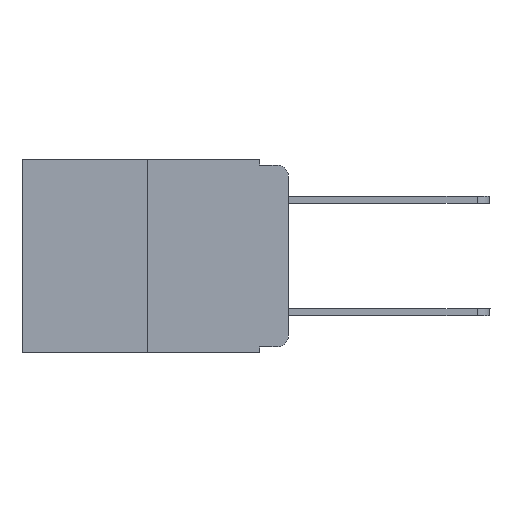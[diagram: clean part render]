
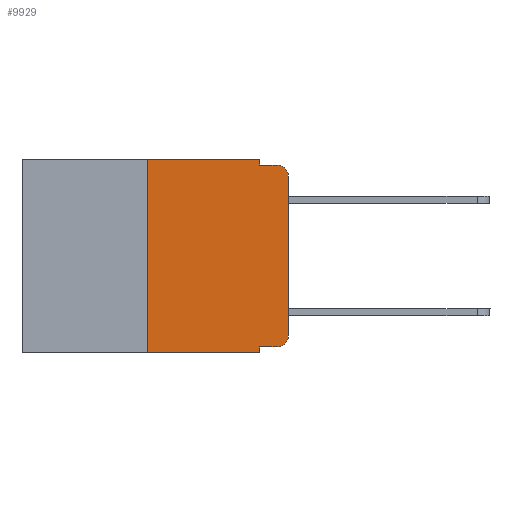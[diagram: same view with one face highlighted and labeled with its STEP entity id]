
A CAD part, left-side view. The second image highlights one B-rep face of the part: STEP entity #9929.
In plain terms, the highlighted planar face has unit normal (-1, 0, 0).
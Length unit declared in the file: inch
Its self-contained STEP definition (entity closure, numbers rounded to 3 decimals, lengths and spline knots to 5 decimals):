
#149 = CARTESIAN_POINT ( 'NONE',  ( 0., 0.051, 0. ) ) ;
#362 = LINE ( 'NONE', #11174, #14442 ) ;
#749 = CARTESIAN_POINT ( 'NONE',  ( 0., 0.051, -0.01 ) ) ;
#927 = VECTOR ( 'NONE', #16027, 39.37008 ) ;
#1103 = VERTEX_POINT ( 'NONE', #4661 ) ;
#1365 = PLANE ( 'NONE',  #11057 ) ;
#1736 = EDGE_CURVE ( 'NONE', #13835, #9614, #4579, .T. ) ;
#2056 = DIRECTION ( 'NONE',  ( 0., 0., 1. ) ) ;
#2064 = CARTESIAN_POINT ( 'NONE',  ( 0., 0., -0.03 ) ) ;
#2214 = CARTESIAN_POINT ( 'NONE',  ( 0., 0.25, 0. ) ) ;
#2389 = AXIS2_PLACEMENT_3D ( 'NONE', #7441, #16456, #13940 ) ;
#2472 = VECTOR ( 'NONE', #14950, 39.37008 ) ;
#2542 = EDGE_CURVE ( 'NONE', #13037, #15724, #5559, .T. ) ;
#2988 = DIRECTION ( 'NONE',  ( -1., 0., 0. ) ) ;
#3615 = DIRECTION ( 'NONE',  ( 0., 0., 1. ) ) ;
#4331 = LINE ( 'NONE', #5788, #927 ) ;
#4335 = ORIENTED_EDGE ( 'NONE', *, *, #1736, .T. ) ;
#4498 = DIRECTION ( 'NONE',  ( 0., -1., 0. ) ) ;
#4579 = CIRCLE ( 'NONE', #2389, 0.02 ) ;
#4661 = CARTESIAN_POINT ( 'NONE',  ( 0., 0.051, -0.343 ) ) ;
#5150 = VECTOR ( 'NONE', #4498, 39.37008 ) ;
#5205 = EDGE_CURVE ( 'NONE', #15724, #5534, #362, .T. ) ;
#5219 = ORIENTED_EDGE ( 'NONE', *, *, #5905, .T. ) ;
#5534 = VERTEX_POINT ( 'NONE', #149 ) ;
#5559 = LINE ( 'NONE', #2214, #16006 ) ;
#5715 = CARTESIAN_POINT ( 'NONE',  ( 0., 0., 0. ) ) ;
#5788 = CARTESIAN_POINT ( 'NONE',  ( 0., 0.051, -0.333 ) ) ;
#5901 = ORIENTED_EDGE ( 'NONE', *, *, #6182, .F. ) ;
#5905 = EDGE_CURVE ( 'NONE', #11743, #13835, #4331, .T. ) ;
#6062 = DIRECTION ( 'NONE',  ( 0., -1., 0. ) ) ;
#6182 = EDGE_CURVE ( 'NONE', #15921, #13820, #15413, .T. ) ;
#6261 = ORIENTED_EDGE ( 'NONE', *, *, #5205, .F. ) ;
#6334 = CARTESIAN_POINT ( 'NONE',  ( 0., 0.051, -0.01 ) ) ;
#7099 = CARTESIAN_POINT ( 'NONE',  ( 0., 0.473, -0.343 ) ) ;
#7105 = EDGE_CURVE ( 'NONE', #9614, #15811, #15593, .T. ) ;
#7261 = LINE ( 'NONE', #7099, #2472 ) ;
#7441 = CARTESIAN_POINT ( 'NONE',  ( 0., 0.02, -0.313 ) ) ;
#7628 = FACE_OUTER_BOUND ( 'NONE', #16081, .T. ) ;
#7695 = CARTESIAN_POINT ( 'NONE',  ( 0., 0.051, 0. ) ) ;
#7967 = DIRECTION ( 'NONE',  ( 1., 0., 0. ) ) ;
#8459 = EDGE_CURVE ( 'NONE', #13037, #1103, #7261, .T. ) ;
#9041 = CARTESIAN_POINT ( 'NONE',  ( 0., 0.473, 0. ) ) ;
#9170 = ORIENTED_EDGE ( 'NONE', *, *, #8459, .T. ) ;
#9209 = CARTESIAN_POINT ( 'NONE',  ( 0., 0.25, 0. ) ) ;
#9299 = CARTESIAN_POINT ( 'NONE',  ( 0., 0.02, -0.03 ) ) ;
#9614 = VERTEX_POINT ( 'NONE', #12303 ) ;
#9725 = ORIENTED_EDGE ( 'NONE', *, *, #9829, .F. ) ;
#9829 = EDGE_CURVE ( 'NONE', #5534, #15921, #10462, .T. ) ;
#9929 = ADVANCED_FACE ( 'NONE', ( #7628 ), #1365, .F. ) ;
#10089 = CARTESIAN_POINT ( 'NONE',  ( 0., 0.02, -0.01 ) ) ;
#10159 = EDGE_CURVE ( 'NONE', #11743, #1103, #12882, .T. ) ;
#10264 = ORIENTED_EDGE ( 'NONE', *, *, #10159, .F. ) ;
#10462 = LINE ( 'NONE', #7695, #11258 ) ;
#10742 = CARTESIAN_POINT ( 'NONE',  ( 0., 0.051, -0.333 ) ) ;
#11057 = AXIS2_PLACEMENT_3D ( 'NONE', #9041, #7967, #13167 ) ;
#11174 = CARTESIAN_POINT ( 'NONE',  ( 0., 0.473, 0. ) ) ;
#11258 = VECTOR ( 'NONE', #16643, 39.37008 ) ;
#11687 = ORIENTED_EDGE ( 'NONE', *, *, #7105, .T. ) ;
#11743 = VERTEX_POINT ( 'NONE', #10742 ) ;
#11939 = CIRCLE ( 'NONE', #15755, 0.02 ) ;
#12303 = CARTESIAN_POINT ( 'NONE',  ( 0., 0., -0.313 ) ) ;
#12882 = LINE ( 'NONE', #14668, #15084 ) ;
#13037 = VERTEX_POINT ( 'NONE', #13600 ) ;
#13167 = DIRECTION ( 'NONE',  ( 0., 0., -1. ) ) ;
#13303 = ORIENTED_EDGE ( 'NONE', *, *, #2542, .F. ) ;
#13374 = EDGE_CURVE ( 'NONE', #15811, #13820, #11939, .T. ) ;
#13600 = CARTESIAN_POINT ( 'NONE',  ( 0., 0.25, -0.343 ) ) ;
#13820 = VERTEX_POINT ( 'NONE', #10089 ) ;
#13835 = VERTEX_POINT ( 'NONE', #13932 ) ;
#13932 = CARTESIAN_POINT ( 'NONE',  ( 0., 0.02, -0.333 ) ) ;
#13940 = DIRECTION ( 'NONE',  ( 0., 0., -1. ) ) ;
#14442 = VECTOR ( 'NONE', #6062, 39.37008 ) ;
#14668 = CARTESIAN_POINT ( 'NONE',  ( 0., 0.051, 0. ) ) ;
#14950 = DIRECTION ( 'NONE',  ( 0., -1., 0. ) ) ;
#14974 = VECTOR ( 'NONE', #2056, 39.37008 ) ;
#15084 = VECTOR ( 'NONE', #15949, 39.37008 ) ;
#15413 = LINE ( 'NONE', #749, #5150 ) ;
#15593 = LINE ( 'NONE', #5715, #14974 ) ;
#15724 = VERTEX_POINT ( 'NONE', #9209 ) ;
#15755 = AXIS2_PLACEMENT_3D ( 'NONE', #9299, #2988, #15884 ) ;
#15811 = VERTEX_POINT ( 'NONE', #2064 ) ;
#15884 = DIRECTION ( 'NONE',  ( 0., 0., -1. ) ) ;
#15921 = VERTEX_POINT ( 'NONE', #6334 ) ;
#15949 = DIRECTION ( 'NONE',  ( 0., 0., -1. ) ) ;
#16006 = VECTOR ( 'NONE', #3615, 39.37008 ) ;
#16027 = DIRECTION ( 'NONE',  ( 0., -1., 0. ) ) ;
#16058 = ORIENTED_EDGE ( 'NONE', *, *, #13374, .T. ) ;
#16081 = EDGE_LOOP ( 'NONE', ( #11687, #16058, #5901, #9725, #6261, #13303, #9170, #10264, #5219, #4335 ) ) ;
#16456 = DIRECTION ( 'NONE',  ( -1., 0., 0. ) ) ;
#16643 = DIRECTION ( 'NONE',  ( 0., 0., -1. ) ) ;
